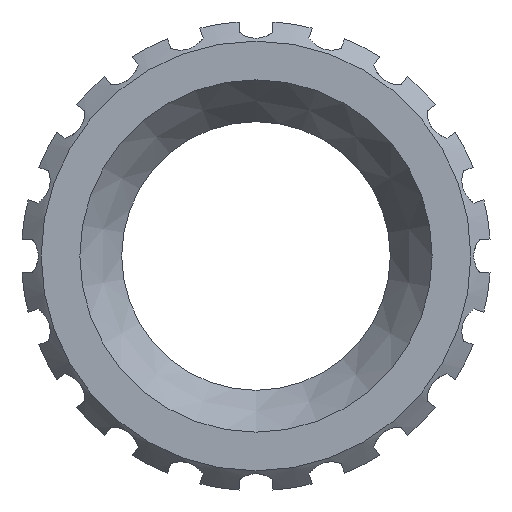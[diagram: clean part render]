
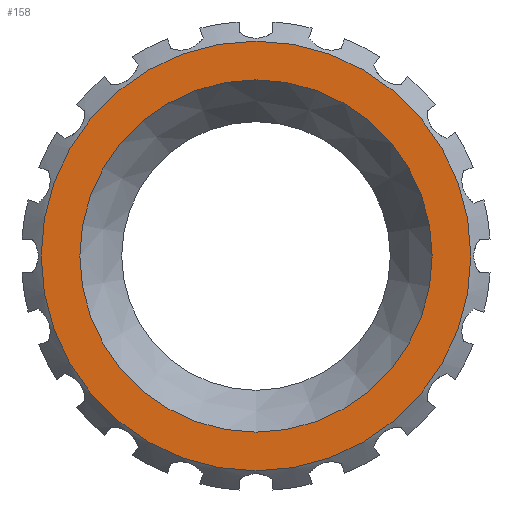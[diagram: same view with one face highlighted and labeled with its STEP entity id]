
A CAD part, left-side view. The second image highlights one B-rep face of the part: STEP entity #158.
In plain terms, the highlighted planar face has unit normal (-1, 0, 0).
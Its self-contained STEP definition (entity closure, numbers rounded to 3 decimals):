
#158 = ADVANCED_FACE( '', ( #334, #335 ), #336, .T. );
#334 = FACE_BOUND( '', #521, .T. );
#335 = FACE_OUTER_BOUND( '', #522, .T. );
#336 = PLANE( '', #523 );
#521 = EDGE_LOOP( '', ( #1272 ) );
#522 = EDGE_LOOP( '', ( #1273 ) );
#523 = AXIS2_PLACEMENT_3D( '', #1274, #1275, #1276 );
#1272 = ORIENTED_EDGE( '', *, *, #1545, .T. );
#1273 = ORIENTED_EDGE( '', *, *, #1501, .F. );
#1274 = CARTESIAN_POINT( '', ( 0., 2., 0. ) );
#1275 = DIRECTION( '', ( -1., 0., 0. ) );
#1276 = DIRECTION( '', ( 0., 0., 1. ) );
#1501 = EDGE_CURVE( '', #1901, #1901, #1902, .T. );
#1545 = EDGE_CURVE( '', #1956, #1956, #1957, .T. );
#1901 = VERTEX_POINT( '', #2881 );
#1902 = CIRCLE( '', #2882, 2. );
#1956 = VERTEX_POINT( '', #3020 );
#1957 = CIRCLE( '', #3021, 1.64 );
#2881 = CARTESIAN_POINT( '', ( 0., 0., -2. ) );
#2882 = AXIS2_PLACEMENT_3D( '', #3175, #3176, #3177 );
#3020 = CARTESIAN_POINT( '', ( 0., 0., -1.64 ) );
#3021 = AXIS2_PLACEMENT_3D( '', #3239, #3240, #3241 );
#3175 = CARTESIAN_POINT( '', ( 0., 0., 0. ) );
#3176 = DIRECTION( '', ( 1., 0., 0. ) );
#3177 = DIRECTION( '', ( 0., 0., -1. ) );
#3239 = CARTESIAN_POINT( '', ( 0., 0., 0. ) );
#3240 = DIRECTION( '', ( 1., 0., 0. ) );
#3241 = DIRECTION( '', ( 0., 0., -1. ) );
